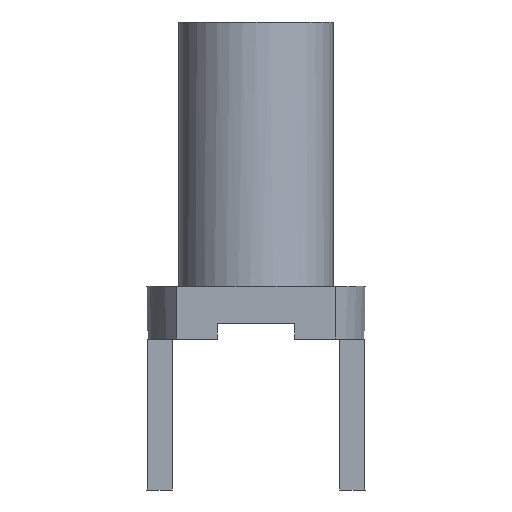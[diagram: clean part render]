
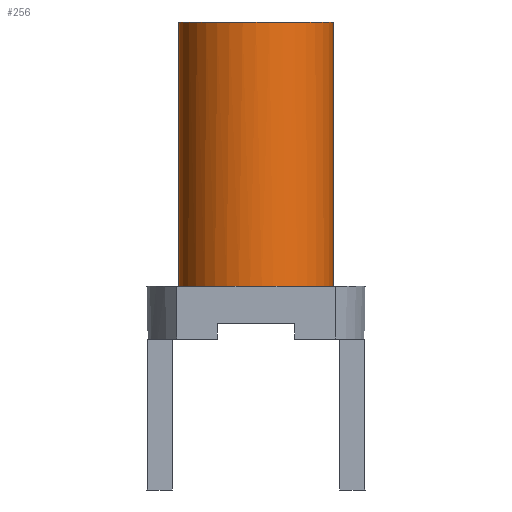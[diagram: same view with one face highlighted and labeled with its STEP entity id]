
A CAD part, front view. The second image highlights one B-rep face of the part: STEP entity #256.
In plain terms, the highlighted cylindrical face has radius 2.05 mm (diameter 4.1 mm), a full revolution.
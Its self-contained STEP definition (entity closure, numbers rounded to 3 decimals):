
#256=ADVANCED_FACE('',(#432,#434),#436,.T.);
#432=FACE_OUTER_BOUND('',#433,.T.);
#433=EDGE_LOOP('',(#562));
#434=FACE_BOUND('',#435,.T.);
#435=EDGE_LOOP('',(#563,#564,#565,#566,#567));
#436=CYLINDRICAL_SURFACE('',#437,2.05);
#437=AXIS2_PLACEMENT_3D('',#438,#439,#440);
#438=CARTESIAN_POINT('',(0.,0.,1.4));
#439=DIRECTION('',(0.,0.,1.));
#440=DIRECTION('',(1.,0.,0.));
#562=ORIENTED_EDGE('',*,*,#629,.F.);
#563=ORIENTED_EDGE('',*,*,#623,.T.);
#564=ORIENTED_EDGE('',*,*,#626,.T.);
#565=ORIENTED_EDGE('',*,*,#625,.T.);
#566=ORIENTED_EDGE('',*,*,#627,.T.);
#567=ORIENTED_EDGE('',*,*,#624,.T.);
#623=EDGE_CURVE('',#720,#706,#721,.T.);
#624=EDGE_CURVE('',#713,#720,#722,.T.);
#625=EDGE_CURVE('',#707,#712,#723,.T.);
#626=EDGE_CURVE('',#706,#707,#724,.T.);
#627=EDGE_CURVE('',#712,#713,#725,.T.);
#629=EDGE_CURVE('',#728,#728,#729,.T.);
#706=VERTEX_POINT('',#910);
#707=VERTEX_POINT('',#911);
#712=VERTEX_POINT('',#924);
#713=VERTEX_POINT('',#925);
#720=VERTEX_POINT('',#943);
#721=CIRCLE('',#944,2.05);
#722=CIRCLE('',#948,2.05);
#723=CIRCLE('',#952,2.05);
#724=CIRCLE('',#956,2.05);
#725=CIRCLE('',#960,2.05);
#728=VERTEX_POINT('',#969);
#729=CIRCLE('',#970,2.05);
#910=CARTESIAN_POINT('',(0.45,2.,1.4));
#911=CARTESIAN_POINT('',(-0.45,2.,1.4));
#924=CARTESIAN_POINT('',(-0.45,-2.,1.4));
#925=CARTESIAN_POINT('',(0.45,-2.,1.4));
#943=CARTESIAN_POINT('',(2.05,0.,1.4));
#944=AXIS2_PLACEMENT_3D('',#945,#946,#947);
#945=CARTESIAN_POINT('',(0.,0.,1.4));
#946=DIRECTION('',(0.,0.,1.));
#947=DIRECTION('',(1.,0.,0.));
#948=AXIS2_PLACEMENT_3D('',#949,#950,#951);
#949=CARTESIAN_POINT('',(0.,0.,1.4));
#950=DIRECTION('',(0.,0.,1.));
#951=DIRECTION('',(0.22,-0.976,0.));
#952=AXIS2_PLACEMENT_3D('',#953,#954,#955);
#953=CARTESIAN_POINT('',(0.,0.,1.4));
#954=DIRECTION('',(0.,0.,1.));
#955=DIRECTION('',(-0.22,0.976,0.));
#956=AXIS2_PLACEMENT_3D('',#957,#958,#959);
#957=CARTESIAN_POINT('',(0.,0.,1.4));
#958=DIRECTION('',(0.,0.,1.));
#959=DIRECTION('',(0.22,0.976,0.));
#960=AXIS2_PLACEMENT_3D('',#961,#962,#963);
#961=CARTESIAN_POINT('',(0.,0.,1.4));
#962=DIRECTION('',(0.,0.,1.));
#963=DIRECTION('',(-0.22,-0.976,0.));
#969=CARTESIAN_POINT('',(2.05,0.,8.4));
#970=AXIS2_PLACEMENT_3D('',#971,#972,#973);
#971=CARTESIAN_POINT('',(0.,0.,8.4));
#972=DIRECTION('',(0.,0.,1.));
#973=DIRECTION('',(1.,0.,0.));
